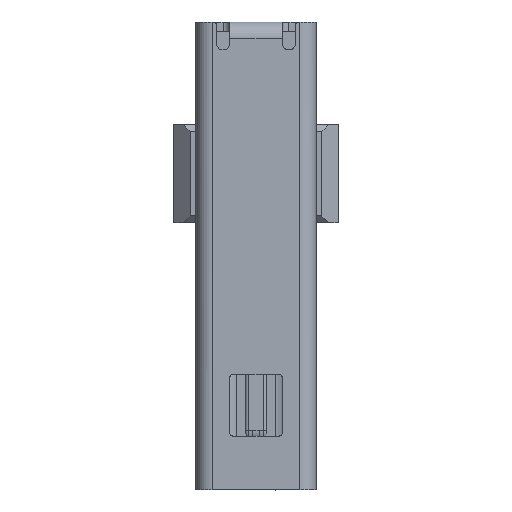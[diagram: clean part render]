
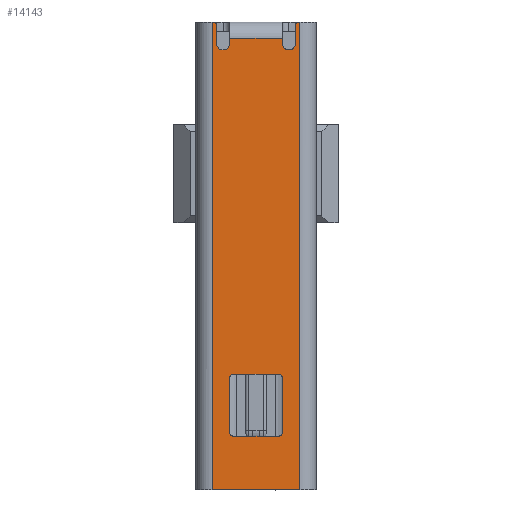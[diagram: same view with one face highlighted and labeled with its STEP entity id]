
A CAD part, top view. The second image highlights one B-rep face of the part: STEP entity #14143.
In plain terms, the highlighted planar face has unit normal (0, 0, 1).
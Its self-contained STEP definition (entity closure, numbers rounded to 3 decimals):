
#6787=AXIS2_PLACEMENT_3D('Circle Axis2P3D',#6785,#6786,$) ;
#6893=AXIS2_PLACEMENT_3D('Circle Axis2P3D',#6891,#6892,$) ;
#6944=AXIS2_PLACEMENT_3D('Circle Axis2P3D',#6942,#6943,$) ;
#7050=AXIS2_PLACEMENT_3D('Circle Axis2P3D',#7048,#7049,$) ;
#11052=AXIS2_PLACEMENT_3D('Circle Axis2P3D',#11050,#11051,$) ;
#11125=AXIS2_PLACEMENT_3D('Circle Axis2P3D',#11123,#11124,$) ;
#11191=AXIS2_PLACEMENT_3D('Circle Axis2P3D',#11189,#11190,$) ;
#11260=AXIS2_PLACEMENT_3D('Circle Axis2P3D',#11258,#11259,$) ;
#14115=AXIS2_PLACEMENT_3D('Plane Axis2P3D',#14112,#14113,#14114) ;
#6775=CARTESIAN_POINT('Vertex',(3.8,14.2,8.35)) ;
#6782=CARTESIAN_POINT('Vertex',(3.7,14.1,8.35)) ;
#6785=CARTESIAN_POINT('Axis2P3D Location',(3.8,14.1,8.35)) ;
#6803=CARTESIAN_POINT('Line Origine',(3.812,14.2,8.35)) ;
#6807=CARTESIAN_POINT('Vertex',(3.825,14.2,8.35)) ;
#6859=CARTESIAN_POINT('Vertex',(1.175,14.2,8.35)) ;
#6862=CARTESIAN_POINT('Line Origine',(1.187,14.2,8.35)) ;
#6866=CARTESIAN_POINT('Vertex',(1.2,14.2,8.35)) ;
#6891=CARTESIAN_POINT('Axis2P3D Location',(1.2,14.1,8.35)) ;
#6895=CARTESIAN_POINT('Vertex',(1.3,14.1,8.35)) ;
#6916=CARTESIAN_POINT('Line Origine',(1.3,13.825,8.35)) ;
#6920=CARTESIAN_POINT('Vertex',(1.3,13.55,8.35)) ;
#6942=CARTESIAN_POINT('Axis2P3D Location',(1.5,13.55,8.35)) ;
#6946=CARTESIAN_POINT('Vertex',(1.7,13.55,8.35)) ;
#6967=CARTESIAN_POINT('Line Origine',(1.7,13.625,8.35)) ;
#6971=CARTESIAN_POINT('Vertex',(1.7,13.7,8.35)) ;
#6995=CARTESIAN_POINT('Line Origine',(3.3,13.7,8.35)) ;
#6999=CARTESIAN_POINT('Vertex',(3.3,13.7,8.35)) ;
#7020=CARTESIAN_POINT('Line Origine',(3.3,13.625,8.35)) ;
#7024=CARTESIAN_POINT('Vertex',(3.3,13.55,8.35)) ;
#7048=CARTESIAN_POINT('Axis2P3D Location',(3.5,13.55,8.35)) ;
#7052=CARTESIAN_POINT('Vertex',(3.7,13.55,8.35)) ;
#7073=CARTESIAN_POINT('Line Origine',(3.7,13.825,8.35)) ;
#7263=CARTESIAN_POINT('Line Origine',(1.175,14.2,8.35)) ;
#7267=CARTESIAN_POINT('Vertex',(1.175,0.,8.35)) ;
#7297=CARTESIAN_POINT('Line Origine',(3.825,0.,8.35)) ;
#7301=CARTESIAN_POINT('Vertex',(3.825,0.,8.35)) ;
#9498=CARTESIAN_POINT('Line Origine',(2.5,0.,8.35)) ;
#11047=CARTESIAN_POINT('Vertex',(1.7,1.73,8.35)) ;
#11050=CARTESIAN_POINT('Axis2P3D Location',(1.8,1.73,8.35)) ;
#11054=CARTESIAN_POINT('Vertex',(1.8,1.63,8.35)) ;
#11093=CARTESIAN_POINT('Vertex',(1.7,3.4,8.35)) ;
#11096=CARTESIAN_POINT('Line Origine',(1.7,2.565,8.35)) ;
#11120=CARTESIAN_POINT('Vertex',(1.8,3.5,8.35)) ;
#11123=CARTESIAN_POINT('Axis2P3D Location',(1.8,3.4,8.35)) ;
#11154=CARTESIAN_POINT('Vertex',(3.2,3.5,8.35)) ;
#11157=CARTESIAN_POINT('Line Origine',(2.5,3.5,8.35)) ;
#11186=CARTESIAN_POINT('Vertex',(3.3,3.4,8.35)) ;
#11189=CARTESIAN_POINT('Axis2P3D Location',(3.2,3.4,8.35)) ;
#11218=CARTESIAN_POINT('Vertex',(3.3,1.73,8.35)) ;
#11221=CARTESIAN_POINT('Line Origine',(3.3,2.565,8.35)) ;
#11255=CARTESIAN_POINT('Vertex',(3.2,1.63,8.35)) ;
#11258=CARTESIAN_POINT('Axis2P3D Location',(3.2,1.73,8.35)) ;
#11276=CARTESIAN_POINT('Line Origine',(2.5,1.63,8.35)) ;
#14112=CARTESIAN_POINT('Axis2P3D Location',(3.6,3.1,8.35)) ;
#6786=DIRECTION('Axis2P3D Direction',(0.,0.,1.)) ;
#6804=DIRECTION('Vector Direction',(-1.,0.,0.)) ;
#6863=DIRECTION('Vector Direction',(-1.,0.,0.)) ;
#6892=DIRECTION('Axis2P3D Direction',(0.,0.,1.)) ;
#6917=DIRECTION('Vector Direction',(0.,-1.,0.)) ;
#6943=DIRECTION('Axis2P3D Direction',(0.,0.,-1.)) ;
#6968=DIRECTION('Vector Direction',(0.,1.,0.)) ;
#6996=DIRECTION('Vector Direction',(1.,0.,0.)) ;
#7021=DIRECTION('Vector Direction',(0.,-1.,0.)) ;
#7049=DIRECTION('Axis2P3D Direction',(0.,0.,-1.)) ;
#7074=DIRECTION('Vector Direction',(0.,-1.,0.)) ;
#7264=DIRECTION('Vector Direction',(0.,1.,0.)) ;
#7298=DIRECTION('Vector Direction',(0.,-1.,0.)) ;
#9499=DIRECTION('Vector Direction',(-1.,0.,0.)) ;
#11051=DIRECTION('Axis2P3D Direction',(0.,0.,1.)) ;
#11097=DIRECTION('Vector Direction',(0.,-1.,0.)) ;
#11124=DIRECTION('Axis2P3D Direction',(0.,0.,1.)) ;
#11158=DIRECTION('Vector Direction',(-1.,0.,0.)) ;
#11190=DIRECTION('Axis2P3D Direction',(0.,0.,1.)) ;
#11222=DIRECTION('Vector Direction',(0.,-1.,0.)) ;
#11259=DIRECTION('Axis2P3D Direction',(0.,0.,1.)) ;
#11277=DIRECTION('Vector Direction',(1.,0.,0.)) ;
#14113=DIRECTION('Axis2P3D Direction',(0.,0.,1.)) ;
#14114=DIRECTION('Axis2P3D XDirection',(-1.,0.,0.)) ;
#6805=VECTOR('Line Direction',#6804,1.) ;
#6864=VECTOR('Line Direction',#6863,1.) ;
#6918=VECTOR('Line Direction',#6917,1.) ;
#6969=VECTOR('Line Direction',#6968,1.) ;
#6997=VECTOR('Line Direction',#6996,1.) ;
#7022=VECTOR('Line Direction',#7021,1.) ;
#7075=VECTOR('Line Direction',#7074,1.) ;
#7265=VECTOR('Line Direction',#7264,1.) ;
#7299=VECTOR('Line Direction',#7298,1.) ;
#9500=VECTOR('Line Direction',#9499,1.) ;
#11098=VECTOR('Line Direction',#11097,1.) ;
#11159=VECTOR('Line Direction',#11158,1.) ;
#11223=VECTOR('Line Direction',#11222,1.) ;
#11278=VECTOR('Line Direction',#11277,1.) ;
#14118=ORIENTED_EDGE('',*,*,#6789,.T.) ;
#14119=ORIENTED_EDGE('',*,*,#7077,.T.) ;
#14120=ORIENTED_EDGE('',*,*,#7054,.T.) ;
#14121=ORIENTED_EDGE('',*,*,#7026,.F.) ;
#14122=ORIENTED_EDGE('',*,*,#7001,.F.) ;
#14123=ORIENTED_EDGE('',*,*,#6973,.F.) ;
#14124=ORIENTED_EDGE('',*,*,#6948,.F.) ;
#14125=ORIENTED_EDGE('',*,*,#6922,.F.) ;
#14126=ORIENTED_EDGE('',*,*,#6897,.T.) ;
#14127=ORIENTED_EDGE('',*,*,#6868,.T.) ;
#14128=ORIENTED_EDGE('',*,*,#7269,.F.) ;
#14129=ORIENTED_EDGE('',*,*,#9502,.F.) ;
#14130=ORIENTED_EDGE('',*,*,#7303,.T.) ;
#14131=ORIENTED_EDGE('',*,*,#6809,.T.) ;
#14134=ORIENTED_EDGE('',*,*,#11225,.T.) ;
#14135=ORIENTED_EDGE('',*,*,#11262,.F.) ;
#14136=ORIENTED_EDGE('',*,*,#11280,.F.) ;
#14137=ORIENTED_EDGE('',*,*,#11056,.F.) ;
#14138=ORIENTED_EDGE('',*,*,#11100,.F.) ;
#14139=ORIENTED_EDGE('',*,*,#11127,.F.) ;
#14140=ORIENTED_EDGE('',*,*,#11161,.F.) ;
#14141=ORIENTED_EDGE('',*,*,#11193,.F.) ;
#14142=FACE_BOUND('',#14133,.T.) ;
#14143=ADVANCED_FACE('main body',(#14132,#14142),#14116,.T.) ;
#6788=CIRCLE('generated circle',#6787,0.1) ;
#6894=CIRCLE('generated circle',#6893,0.1) ;
#6945=CIRCLE('generated circle',#6944,0.2) ;
#7051=CIRCLE('generated circle',#7050,0.2) ;
#11053=CIRCLE('generated circle',#11052,0.1) ;
#11126=CIRCLE('generated circle',#11125,0.1) ;
#11192=CIRCLE('generated circle',#11191,0.1) ;
#11261=CIRCLE('generated circle',#11260,0.1) ;
#6789=EDGE_CURVE('',#6776,#6783,#6788,.T.) ;
#6809=EDGE_CURVE('',#6808,#6776,#6806,.T.) ;
#6868=EDGE_CURVE('',#6867,#6860,#6865,.T.) ;
#6897=EDGE_CURVE('',#6896,#6867,#6894,.T.) ;
#6922=EDGE_CURVE('',#6896,#6921,#6919,.T.) ;
#6948=EDGE_CURVE('',#6921,#6947,#6945,.F.) ;
#6973=EDGE_CURVE('',#6947,#6972,#6970,.T.) ;
#7001=EDGE_CURVE('',#6972,#7000,#6998,.T.) ;
#7026=EDGE_CURVE('',#7000,#7025,#7023,.T.) ;
#7054=EDGE_CURVE('',#7053,#7025,#7051,.T.) ;
#7077=EDGE_CURVE('',#6783,#7053,#7076,.T.) ;
#7269=EDGE_CURVE('',#7268,#6860,#7266,.T.) ;
#7303=EDGE_CURVE('',#7302,#6808,#7300,.F.) ;
#9502=EDGE_CURVE('',#7302,#7268,#9501,.T.) ;
#11056=EDGE_CURVE('',#11048,#11055,#11053,.T.) ;
#11100=EDGE_CURVE('',#11094,#11048,#11099,.T.) ;
#11127=EDGE_CURVE('',#11121,#11094,#11126,.T.) ;
#11161=EDGE_CURVE('',#11155,#11121,#11160,.T.) ;
#11193=EDGE_CURVE('',#11187,#11155,#11192,.T.) ;
#11225=EDGE_CURVE('',#11187,#11219,#11224,.T.) ;
#11262=EDGE_CURVE('',#11256,#11219,#11261,.T.) ;
#11280=EDGE_CURVE('',#11055,#11256,#11279,.T.) ;
#14117=EDGE_LOOP('',(#14118,#14119,#14120,#14121,#14122,#14123,#14124,#14125,#14126,#14127,#14128,#14129,#14130,#14131)) ;
#14133=EDGE_LOOP('',(#14134,#14135,#14136,#14137,#14138,#14139,#14140,#14141)) ;
#14132=FACE_OUTER_BOUND('',#14117,.T.) ;
#6806=LINE('Line',#6803,#6805) ;
#6865=LINE('Line',#6862,#6864) ;
#6919=LINE('Line',#6916,#6918) ;
#6970=LINE('Line',#6967,#6969) ;
#6998=LINE('Line',#6995,#6997) ;
#7023=LINE('Line',#7020,#7022) ;
#7076=LINE('Line',#7073,#7075) ;
#7266=LINE('Line',#7263,#7265) ;
#7300=LINE('Line',#7297,#7299) ;
#9501=LINE('Line',#9498,#9500) ;
#11099=LINE('Line',#11096,#11098) ;
#11160=LINE('Line',#11157,#11159) ;
#11224=LINE('Line',#11221,#11223) ;
#11279=LINE('Line',#11276,#11278) ;
#14116=PLANE('',#14115) ;
#6776=VERTEX_POINT('',#6775) ;
#6783=VERTEX_POINT('',#6782) ;
#6808=VERTEX_POINT('',#6807) ;
#6860=VERTEX_POINT('',#6859) ;
#6867=VERTEX_POINT('',#6866) ;
#6896=VERTEX_POINT('',#6895) ;
#6921=VERTEX_POINT('',#6920) ;
#6947=VERTEX_POINT('',#6946) ;
#6972=VERTEX_POINT('',#6971) ;
#7000=VERTEX_POINT('',#6999) ;
#7025=VERTEX_POINT('',#7024) ;
#7053=VERTEX_POINT('',#7052) ;
#7268=VERTEX_POINT('',#7267) ;
#7302=VERTEX_POINT('',#7301) ;
#11048=VERTEX_POINT('',#11047) ;
#11055=VERTEX_POINT('',#11054) ;
#11094=VERTEX_POINT('',#11093) ;
#11121=VERTEX_POINT('',#11120) ;
#11155=VERTEX_POINT('',#11154) ;
#11187=VERTEX_POINT('',#11186) ;
#11219=VERTEX_POINT('',#11218) ;
#11256=VERTEX_POINT('',#11255) ;
